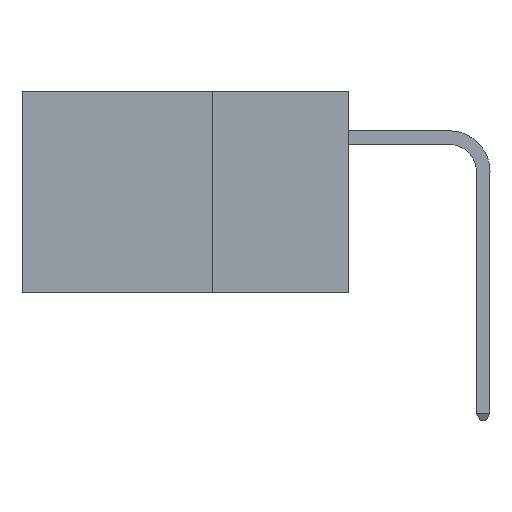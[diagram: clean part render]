
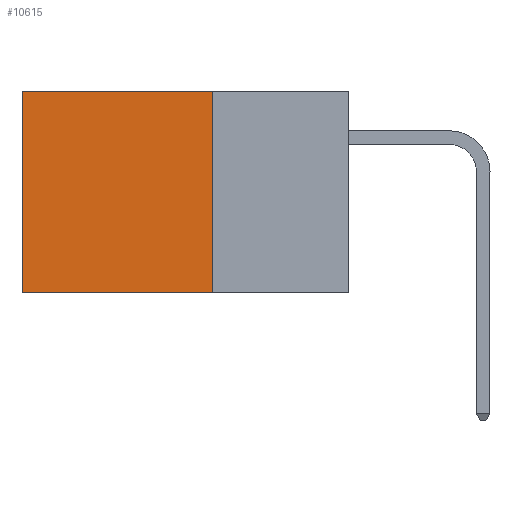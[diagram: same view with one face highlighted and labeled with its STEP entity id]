
A CAD part, left-side view. The second image highlights one B-rep face of the part: STEP entity #10615.
In plain terms, the highlighted planar face has unit normal (-1, 0, 0).
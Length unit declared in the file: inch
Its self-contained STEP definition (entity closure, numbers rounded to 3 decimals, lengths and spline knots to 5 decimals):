
#461 = EDGE_LOOP ( 'NONE', ( #29811, #35759, #33702, #34535 ) ) ;
#1714 = LINE ( 'NONE', #31216, #20433 ) ;
#1977 = CARTESIAN_POINT ( 'NONE',  ( 0.2875, 0.25, 0. ) ) ;
#2140 = VERTEX_POINT ( 'NONE', #7492 ) ;
#5190 = LINE ( 'NONE', #9469, #17084 ) ;
#5461 = EDGE_CURVE ( 'NONE', #30606, #37301, #5190, .T. ) ;
#7492 = CARTESIAN_POINT ( 'NONE',  ( 0.2875, 0.25, -0.37 ) ) ;
#8101 = PLANE ( 'NONE',  #34215 ) ;
#8419 = CARTESIAN_POINT ( 'NONE',  ( 0.2875, 0.25, 0. ) ) ;
#9469 = CARTESIAN_POINT ( 'NONE',  ( 0.2875, 0.6, 0. ) ) ;
#10615 = ADVANCED_FACE ( 'NONE', ( #12871 ), #8101, .F. ) ;
#10684 = DIRECTION ( 'NONE',  ( 0., 0., -1. ) ) ;
#12871 = FACE_OUTER_BOUND ( 'NONE', #461, .T. ) ;
#13341 = LINE ( 'NONE', #8419, #25145 ) ;
#15001 = LINE ( 'NONE', #26795, #35042 ) ;
#15192 = CARTESIAN_POINT ( 'NONE',  ( 0.2875, 0.25, 0. ) ) ;
#15475 = DIRECTION ( 'NONE',  ( 0., 1., 0. ) ) ;
#16446 = VERTEX_POINT ( 'NONE', #15192 ) ;
#17084 = VECTOR ( 'NONE', #18195, 39.37008 ) ;
#18195 = DIRECTION ( 'NONE',  ( 0., 0., -1. ) ) ;
#20433 = VECTOR ( 'NONE', #34394, 39.37008 ) ;
#20991 = EDGE_CURVE ( 'NONE', #2140, #37301, #15001, .T. ) ;
#22439 = DIRECTION ( 'NONE',  ( 1., 0., 0. ) ) ;
#24548 = CARTESIAN_POINT ( 'NONE',  ( 0.2875, 0.6, 0. ) ) ;
#25145 = VECTOR ( 'NONE', #34933, 39.37008 ) ;
#25714 = CARTESIAN_POINT ( 'NONE',  ( 0.2875, 0.6, -0.37 ) ) ;
#26795 = CARTESIAN_POINT ( 'NONE',  ( 0.2875, 0.25, -0.37 ) ) ;
#29811 = ORIENTED_EDGE ( 'NONE', *, *, #5461, .T. ) ;
#29895 = EDGE_CURVE ( 'NONE', #16446, #30606, #1714, .T. ) ;
#30606 = VERTEX_POINT ( 'NONE', #24548 ) ;
#31216 = CARTESIAN_POINT ( 'NONE',  ( 0.2875, 0.25, 0. ) ) ;
#33697 = EDGE_CURVE ( 'NONE', #16446, #2140, #13341, .T. ) ;
#33702 = ORIENTED_EDGE ( 'NONE', *, *, #33697, .F. ) ;
#34215 = AXIS2_PLACEMENT_3D ( 'NONE', #1977, #22439, #10684 ) ;
#34394 = DIRECTION ( 'NONE',  ( 0., 1., 0. ) ) ;
#34535 = ORIENTED_EDGE ( 'NONE', *, *, #29895, .T. ) ;
#34933 = DIRECTION ( 'NONE',  ( 0., 0., -1. ) ) ;
#35042 = VECTOR ( 'NONE', #15475, 39.37008 ) ;
#35759 = ORIENTED_EDGE ( 'NONE', *, *, #20991, .F. ) ;
#37301 = VERTEX_POINT ( 'NONE', #25714 ) ;
